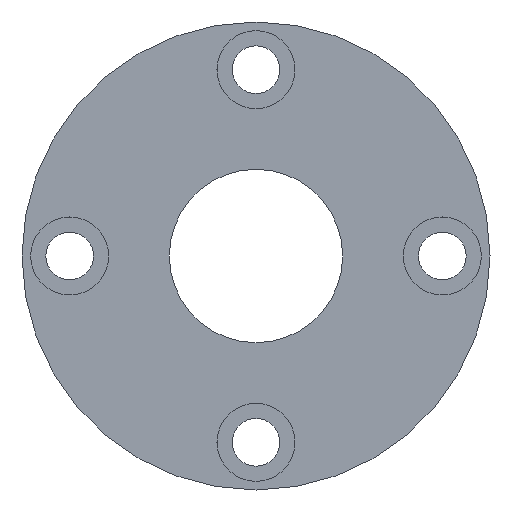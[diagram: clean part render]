
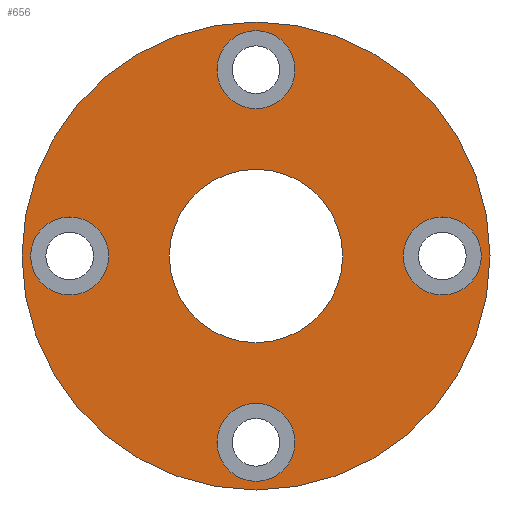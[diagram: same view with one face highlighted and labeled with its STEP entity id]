
A CAD part, left-side view. The second image highlights one B-rep face of the part: STEP entity #656.
In plain terms, the highlighted planar face has unit normal (-1, 0, 0).
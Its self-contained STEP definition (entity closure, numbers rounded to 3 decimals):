
#13 = VERTEX_POINT ( 'NONE', #642 ) ;
#21 = AXIS2_PLACEMENT_3D ( 'NONE', #218, #761, #542 ) ;
#29 = DIRECTION ( 'NONE',  ( 0., 0., 1. ) ) ;
#38 = AXIS2_PLACEMENT_3D ( 'NONE', #46, #206, #129 ) ;
#41 = EDGE_CURVE ( 'NONE', #769, #430, #725, .T. ) ;
#46 = CARTESIAN_POINT ( 'NONE',  ( 0., 0., 0. ) ) ;
#59 = VERTEX_POINT ( 'NONE', #187 ) ;
#68 = ORIENTED_EDGE ( 'NONE', *, *, #547, .T. ) ;
#75 = ORIENTED_EDGE ( 'NONE', *, *, #327, .T. ) ;
#85 = CARTESIAN_POINT ( 'NONE',  ( 0., 0., 26. ) ) ;
#87 = EDGE_CURVE ( 'NONE', #909, #1023, #860, .T. ) ;
#92 = DIRECTION ( 'NONE',  ( 0., 0., 1. ) ) ;
#118 = DIRECTION ( 'NONE',  ( 1., 0., 0. ) ) ;
#127 = FACE_BOUND ( 'NONE', #713, .T. ) ;
#129 = DIRECTION ( 'NONE',  ( 0., 0., 1. ) ) ;
#145 = AXIS2_PLACEMENT_3D ( 'NONE', #351, #118, #362 ) ;
#146 = VERTEX_POINT ( 'NONE', #657 ) ;
#150 = VERTEX_POINT ( 'NONE', #827 ) ;
#154 = CARTESIAN_POINT ( 'NONE',  ( 0., 0., 0. ) ) ;
#165 = ORIENTED_EDGE ( 'NONE', *, *, #87, .F. ) ;
#178 = DIRECTION ( 'NONE',  ( 1., 0., 0. ) ) ;
#183 = DIRECTION ( 'NONE',  ( 0., 0., 1. ) ) ;
#187 = CARTESIAN_POINT ( 'NONE',  ( 0., 0., -17. ) ) ;
#191 = CARTESIAN_POINT ( 'NONE',  ( 0., -21.5, 0. ) ) ;
#198 = VERTEX_POINT ( 'NONE', #901 ) ;
#206 = DIRECTION ( 'NONE',  ( 1., 0., 0. ) ) ;
#208 = CARTESIAN_POINT ( 'NONE',  ( 0., -21.5, 0. ) ) ;
#215 = CARTESIAN_POINT ( 'NONE',  ( 0., 0., 10. ) ) ;
#218 = CARTESIAN_POINT ( 'NONE',  ( 0., -27.502, -27. ) ) ;
#239 = EDGE_CURVE ( 'NONE', #13, #594, #325, .T. ) ;
#246 = CARTESIAN_POINT ( 'NONE',  ( 0., 0., 21.5 ) ) ;
#258 = CIRCLE ( 'NONE', #841, 4.5 ) ;
#268 = EDGE_CURVE ( 'NONE', #146, #59, #726, .T. ) ;
#277 = ORIENTED_EDGE ( 'NONE', *, *, #777, .T. ) ;
#285 = DIRECTION ( 'NONE',  ( 1., 0., 0. ) ) ;
#291 = DIRECTION ( 'NONE',  ( 1., 0., 0. ) ) ;
#300 = EDGE_CURVE ( 'NONE', #648, #198, #971, .T. ) ;
#303 = ORIENTED_EDGE ( 'NONE', *, *, #536, .F. ) ;
#323 = AXIS2_PLACEMENT_3D ( 'NONE', #960, #889, #183 ) ;
#325 = CIRCLE ( 'NONE', #465, 4.5 ) ;
#327 = EDGE_CURVE ( 'NONE', #150, #388, #572, .T. ) ;
#330 = CARTESIAN_POINT ( 'NONE',  ( 0., 0., 0. ) ) ;
#343 = ORIENTED_EDGE ( 'NONE', *, *, #458, .T. ) ;
#349 = AXIS2_PLACEMENT_3D ( 'NONE', #330, #966, #407 ) ;
#351 = CARTESIAN_POINT ( 'NONE',  ( 0., 0., -21.5 ) ) ;
#358 = AXIS2_PLACEMENT_3D ( 'NONE', #629, #848, #1021 ) ;
#360 = CARTESIAN_POINT ( 'NONE',  ( 0., 21.5, 0. ) ) ;
#362 = DIRECTION ( 'NONE',  ( 0., 0., 1. ) ) ;
#364 = ORIENTED_EDGE ( 'NONE', *, *, #268, .T. ) ;
#372 = DIRECTION ( 'NONE',  ( 0., 0., 1. ) ) ;
#377 = ORIENTED_EDGE ( 'NONE', *, *, #460, .T. ) ;
#388 = VERTEX_POINT ( 'NONE', #85 ) ;
#400 = DIRECTION ( 'NONE',  ( 0., 0., 1. ) ) ;
#407 = DIRECTION ( 'NONE',  ( 0., 0., -1. ) ) ;
#430 = VERTEX_POINT ( 'NONE', #558 ) ;
#447 = FACE_BOUND ( 'NONE', #550, .T. ) ;
#458 = EDGE_CURVE ( 'NONE', #388, #150, #941, .T. ) ;
#459 = FACE_OUTER_BOUND ( 'NONE', #654, .T. ) ;
#460 = EDGE_CURVE ( 'NONE', #59, #146, #258, .T. ) ;
#465 = AXIS2_PLACEMENT_3D ( 'NONE', #191, #285, #29 ) ;
#476 = EDGE_LOOP ( 'NONE', ( #697, #569 ) ) ;
#484 = DIRECTION ( 'NONE',  ( 1., 0., 0. ) ) ;
#496 = AXIS2_PLACEMENT_3D ( 'NONE', #246, #484, #92 ) ;
#501 = CIRCLE ( 'NONE', #349, 27. ) ;
#524 = FACE_BOUND ( 'NONE', #613, .T. ) ;
#536 = EDGE_CURVE ( 'NONE', #1023, #909, #501, .T. ) ;
#538 = FACE_BOUND ( 'NONE', #880, .T. ) ;
#542 = DIRECTION ( 'NONE',  ( 0., 0., 1. ) ) ;
#547 = EDGE_CURVE ( 'NONE', #430, #769, #928, .T. ) ;
#550 = EDGE_LOOP ( 'NONE', ( #68, #857 ) ) ;
#558 = CARTESIAN_POINT ( 'NONE',  ( 0., 21.5, 4.5 ) ) ;
#569 = ORIENTED_EDGE ( 'NONE', *, *, #986, .T. ) ;
#572 = CIRCLE ( 'NONE', #358, 4.5 ) ;
#573 = CARTESIAN_POINT ( 'NONE',  ( 0., 0., 0. ) ) ;
#575 = CARTESIAN_POINT ( 'NONE',  ( 0., 0., -27. ) ) ;
#591 = AXIS2_PLACEMENT_3D ( 'NONE', #573, #178, #976 ) ;
#594 = VERTEX_POINT ( 'NONE', #835 ) ;
#601 = AXIS2_PLACEMENT_3D ( 'NONE', #208, #291, #914 ) ;
#613 = EDGE_LOOP ( 'NONE', ( #963, #277 ) ) ;
#615 = FACE_BOUND ( 'NONE', #476, .T. ) ;
#629 = CARTESIAN_POINT ( 'NONE',  ( 0., 0., 21.5 ) ) ;
#634 = CIRCLE ( 'NONE', #975, 10. ) ;
#642 = CARTESIAN_POINT ( 'NONE',  ( 0., -21.5, 4.5 ) ) ;
#648 = VERTEX_POINT ( 'NONE', #215 ) ;
#651 = CARTESIAN_POINT ( 'NONE',  ( 0., 0., -21.5 ) ) ;
#654 = EDGE_LOOP ( 'NONE', ( #303, #165 ) ) ;
#656 = ADVANCED_FACE ( 'NONE', ( #459, #524, #538, #127, #615, #447 ), #851, .T. ) ;
#657 = CARTESIAN_POINT ( 'NONE',  ( 0., 0., -26. ) ) ;
#697 = ORIENTED_EDGE ( 'NONE', *, *, #239, .T. ) ;
#713 = EDGE_LOOP ( 'NONE', ( #377, #364 ) ) ;
#725 = CIRCLE ( 'NONE', #323, 4.5 ) ;
#726 = CIRCLE ( 'NONE', #145, 4.5 ) ;
#761 = DIRECTION ( 'NONE',  ( -1., 0., 0. ) ) ;
#762 = AXIS2_PLACEMENT_3D ( 'NONE', #360, #840, #372 ) ;
#769 = VERTEX_POINT ( 'NONE', #867 ) ;
#777 = EDGE_CURVE ( 'NONE', #198, #648, #634, .T. ) ;
#786 = DIRECTION ( 'NONE',  ( 1., 0., 0. ) ) ;
#795 = DIRECTION ( 'NONE',  ( 1., 0., 0. ) ) ;
#827 = CARTESIAN_POINT ( 'NONE',  ( 0., 0., 17. ) ) ;
#835 = CARTESIAN_POINT ( 'NONE',  ( 0., -21.5, -4.5 ) ) ;
#840 = DIRECTION ( 'NONE',  ( 1., 0., 0. ) ) ;
#841 = AXIS2_PLACEMENT_3D ( 'NONE', #651, #795, #955 ) ;
#848 = DIRECTION ( 'NONE',  ( 1., 0., 0. ) ) ;
#850 = CARTESIAN_POINT ( 'NONE',  ( 0., 0., 27. ) ) ;
#851 = PLANE ( 'NONE',  #21 ) ;
#857 = ORIENTED_EDGE ( 'NONE', *, *, #41, .T. ) ;
#860 = CIRCLE ( 'NONE', #591, 27. ) ;
#867 = CARTESIAN_POINT ( 'NONE',  ( 0., 21.5, -4.5 ) ) ;
#880 = EDGE_LOOP ( 'NONE', ( #343, #75 ) ) ;
#889 = DIRECTION ( 'NONE',  ( 1., 0., 0. ) ) ;
#901 = CARTESIAN_POINT ( 'NONE',  ( 0., 0., -10. ) ) ;
#909 = VERTEX_POINT ( 'NONE', #575 ) ;
#914 = DIRECTION ( 'NONE',  ( 0., 0., 1. ) ) ;
#915 = CIRCLE ( 'NONE', #601, 4.5 ) ;
#928 = CIRCLE ( 'NONE', #762, 4.5 ) ;
#941 = CIRCLE ( 'NONE', #496, 4.5 ) ;
#955 = DIRECTION ( 'NONE',  ( 0., 0., 1. ) ) ;
#960 = CARTESIAN_POINT ( 'NONE',  ( 0., 21.5, 0. ) ) ;
#963 = ORIENTED_EDGE ( 'NONE', *, *, #300, .T. ) ;
#966 = DIRECTION ( 'NONE',  ( 1., 0., 0. ) ) ;
#971 = CIRCLE ( 'NONE', #38, 10. ) ;
#975 = AXIS2_PLACEMENT_3D ( 'NONE', #154, #786, #400 ) ;
#976 = DIRECTION ( 'NONE',  ( 0., 0., -1. ) ) ;
#986 = EDGE_CURVE ( 'NONE', #594, #13, #915, .T. ) ;
#1021 = DIRECTION ( 'NONE',  ( 0., 0., 1. ) ) ;
#1023 = VERTEX_POINT ( 'NONE', #850 ) ;
